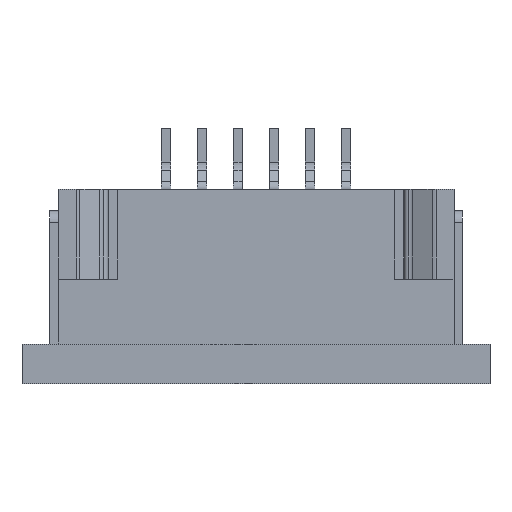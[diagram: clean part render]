
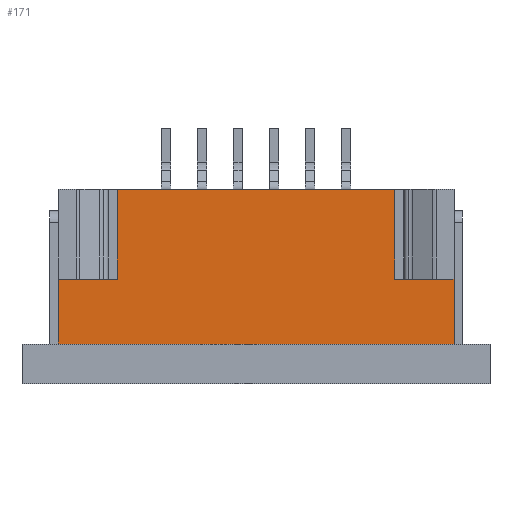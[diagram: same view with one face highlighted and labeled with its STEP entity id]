
A CAD part, top view. The second image highlights one B-rep face of the part: STEP entity #171.
In plain terms, the highlighted planar face has unit normal (0, 0, 1).
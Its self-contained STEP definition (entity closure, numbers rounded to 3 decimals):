
#171=ADVANCED_FACE('',(#668),#669,.F.);
#668=FACE_OUTER_BOUND('',#1604,.T.);
#669=PLANE('',#1605);
#1604=EDGE_LOOP('',(#2767,#2768,#2769,#2770,#2771,#2772,#2773,#2774));
#1605=AXIS2_PLACEMENT_3D('',#2775,#2776,#2777);
#2767=ORIENTED_EDGE('',*,*,#6632,.T.);
#2768=ORIENTED_EDGE('',*,*,#6644,.F.);
#2769=ORIENTED_EDGE('',*,*,#6689,.T.);
#2770=ORIENTED_EDGE('',*,*,#6662,.F.);
#2771=ORIENTED_EDGE('',*,*,#6609,.F.);
#2772=ORIENTED_EDGE('',*,*,#6724,.F.);
#2773=ORIENTED_EDGE('',*,*,#6725,.F.);
#2774=ORIENTED_EDGE('',*,*,#6726,.T.);
#2775=CARTESIAN_POINT('',(5.5,-2.15,1.5));
#2776=DIRECTION('',(0.,0.0,-1.0));
#2777=DIRECTION('',(0.0,-1.0,0.0));
#6609=EDGE_CURVE('',#8012,#8014,#8015,.T.);
#6632=EDGE_CURVE('',#8058,#8056,#8059,.T.);
#6644=EDGE_CURVE('',#8078,#8056,#8080,.T.);
#6662=EDGE_CURVE('',#8014,#8111,#8112,.T.);
#6689=EDGE_CURVE('',#8078,#8111,#8163,.T.);
#6724=EDGE_CURVE('',#8224,#8012,#8226,.T.);
#6725=EDGE_CURVE('',#8227,#8224,#8228,.T.);
#6726=EDGE_CURVE('',#8227,#8058,#8229,.T.);
#8012=VERTEX_POINT('',#10273);
#8014=VERTEX_POINT('',#10276);
#8015=LINE('',#10277,#10278);
#8056=VERTEX_POINT('',#10337);
#8058=VERTEX_POINT('',#10340);
#8059=LINE('',#10341,#10342);
#8078=VERTEX_POINT('',#10367);
#8080=LINE('',#10370,#10371);
#8111=VERTEX_POINT('',#10414);
#8112=LINE('',#10415,#10416);
#8163=LINE('',#10493,#10494);
#8224=VERTEX_POINT('',#10576);
#8226=LINE('',#10579,#10580);
#8227=VERTEX_POINT('',#10581);
#8228=LINE('',#10582,#10583);
#8229=LINE('',#10584,#10585);
#10273=CARTESIAN_POINT('',(-5.5,-0.35,1.5));
#10276=CARTESIAN_POINT('',(-3.85,-0.35,1.5));
#10277=CARTESIAN_POINT('',(-3.85,-0.35,1.5));
#10278=VECTOR('',#13374,1000.0);
#10337=CARTESIAN_POINT('',(3.85,-0.35,1.5));
#10340=CARTESIAN_POINT('',(5.5,-0.35,1.5));
#10341=CARTESIAN_POINT('',(3.85,-0.35,1.5));
#10342=VECTOR('',#13403,1000.0);
#10367=CARTESIAN_POINT('',(3.85,2.15,1.5));
#10370=CARTESIAN_POINT('',(3.85,12.266,1.5));
#10371=VECTOR('',#13423,1000.0);
#10414=CARTESIAN_POINT('',(-3.85,2.15,1.5));
#10415=CARTESIAN_POINT('',(-3.85,-2.15,1.5));
#10416=VECTOR('',#13451,1000.0);
#10493=CARTESIAN_POINT('',(5.5,2.15,1.5));
#10494=VECTOR('',#13478,1000.0);
#10576=CARTESIAN_POINT('',(-5.5,-2.15,1.5));
#10579=CARTESIAN_POINT('',(-5.5,-2.15,1.5));
#10580=VECTOR('',#13537,1000.0);
#10581=CARTESIAN_POINT('',(5.5,-2.15,1.5));
#10582=CARTESIAN_POINT('',(5.5,-2.15,1.5));
#10583=VECTOR('',#13538,1000.0);
#10584=CARTESIAN_POINT('',(5.5,-2.15,1.5));
#10585=VECTOR('',#13539,1000.0);
#13374=DIRECTION('',(1.0,0.0,0.));
#13403=DIRECTION('',(-1.0,0.0,0.));
#13423=DIRECTION('',(0.0,-1.0,0.0));
#13451=DIRECTION('',(0.0,1.0,0.0));
#13478=DIRECTION('',(-1.0,0.0,0.));
#13537=DIRECTION('',(0.0,1.0,0.0));
#13538=DIRECTION('',(-1.0,0.0,0.));
#13539=DIRECTION('',(0.0,1.0,0.0));
